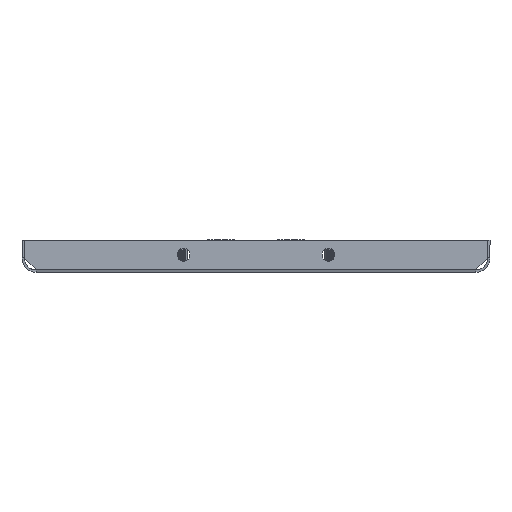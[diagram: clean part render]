
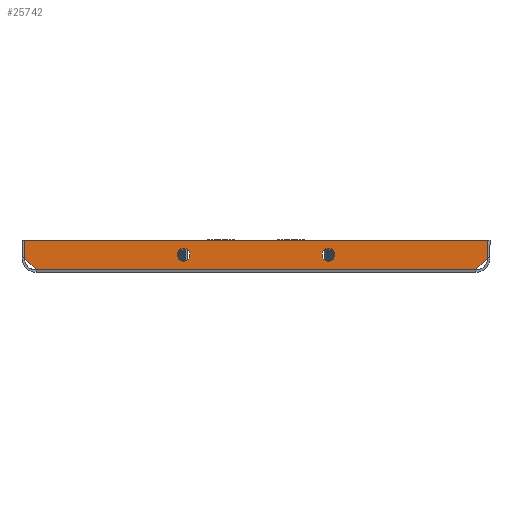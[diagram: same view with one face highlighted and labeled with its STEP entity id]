
A CAD part, front view. The second image highlights one B-rep face of the part: STEP entity #25742.
In plain terms, the highlighted planar face has unit normal (0, -1, 0).
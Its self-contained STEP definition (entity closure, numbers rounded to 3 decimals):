
#416 = AXIS2_PLACEMENT_3D ( 'NONE', #2992, #2710, #2706 ) ;
#530 = AXIS2_PLACEMENT_3D ( 'NONE', #2946, #2783, #2768 ) ;
#1268 = AXIS2_PLACEMENT_3D ( 'NONE', #2125, #2099, #2097 ) ;
#1531 = AXIS2_PLACEMENT_3D ( 'NONE', #2164, #2162, #2159 ) ;
#2097 = DIRECTION ( 'NONE',  ( -1., 0., 0. ) ) ;
#2099 = DIRECTION ( 'NONE',  ( 0., 1., 0. ) ) ;
#2125 = CARTESIAN_POINT ( 'NONE',  ( 45.5, -1077.5, 11. ) ) ;
#2159 = DIRECTION ( 'NONE',  ( -1., 0., 0. ) ) ;
#2162 = DIRECTION ( 'NONE',  ( 0., -1., 0. ) ) ;
#2164 = CARTESIAN_POINT ( 'NONE',  ( -45.5, -1077.5, 11. ) ) ;
#2706 = DIRECTION ( 'NONE',  ( -1., 0., 0. ) ) ;
#2710 = DIRECTION ( 'NONE',  ( 0., -1., 0. ) ) ;
#2768 = DIRECTION ( 'NONE',  ( -1., 0., 0. ) ) ;
#2783 = DIRECTION ( 'NONE',  ( 0., 1., 0. ) ) ;
#2858 = DIRECTION ( 'NONE',  ( -0.707, 0., -0.707 ) ) ;
#2863 = CARTESIAN_POINT ( 'NONE',  ( 5.611, -1077.5, -130.996 ) ) ;
#2872 = DIRECTION ( 'NONE',  ( 0., 0., 1. ) ) ;
#2899 = CARTESIAN_POINT ( 'NONE',  ( -145.4, -1077.5, 1.51 ) ) ;
#2941 = DIRECTION ( 'NONE',  ( 0.707, 0., -0.707 ) ) ;
#2946 = CARTESIAN_POINT ( 'NONE',  ( 45.5, -1077.5, 11. ) ) ;
#2968 = DIRECTION ( 'NONE',  ( -1., 0., 0. ) ) ;
#2982 = CARTESIAN_POINT ( 'NONE',  ( -145.5, -1077.5, 1.51 ) ) ;
#2992 = CARTESIAN_POINT ( 'NONE',  ( -45.5, -1077.5, 11. ) ) ;
#3017 = DIRECTION ( 'NONE',  ( 0., 0., 1. ) ) ;
#3019 = CARTESIAN_POINT ( 'NONE',  ( 145.4, -1077.5, 1.51 ) ) ;
#3184 = CARTESIAN_POINT ( 'NONE',  ( -151., -1077.5, 14.504 ) ) ;
#3207 = DIRECTION ( 'NONE',  ( -1., 0., 0. ) ) ;
#3217 = CARTESIAN_POINT ( 'NONE',  ( -145.5, -1077.5, 20. ) ) ;
#11556 = DIRECTION ( 'NONE',  ( -1., 0., 0. ) ) ;
#11557 = DIRECTION ( 'NONE',  ( 0., 1., 0. ) ) ;
#11558 = PLANE ( 'NONE',  #19934 ) ;
#11565 = CARTESIAN_POINT ( 'NONE',  ( -145.5, -1077.5, 20. ) ) ;
#18861 = CARTESIAN_POINT ( 'NONE',  ( 145.4, -1077.5, 8.9 ) ) ;
#18917 = CARTESIAN_POINT ( 'NONE',  ( 45.5, -1077.5, 15. ) ) ;
#18929 = CARTESIAN_POINT ( 'NONE',  ( -45.5, -1077.5, 7. ) ) ;
#18940 = CARTESIAN_POINT ( 'NONE',  ( -138.016, -1077.5, 1.51 ) ) ;
#18950 = CARTESIAN_POINT ( 'NONE',  ( 145.4, -1077.5, 20. ) ) ;
#18965 = CARTESIAN_POINT ( 'NONE',  ( 45.5, -1077.5, 7. ) ) ;
#18973 = CARTESIAN_POINT ( 'NONE',  ( 138.016, -1077.5, 1.51 ) ) ;
#18975 = CARTESIAN_POINT ( 'NONE',  ( -145.4, -1077.5, 20. ) ) ;
#18979 = CARTESIAN_POINT ( 'NONE',  ( -45.5, -1077.5, 15. ) ) ;
#18986 = CARTESIAN_POINT ( 'NONE',  ( -145.4, -1077.5, 8.9 ) ) ;
#19934 = AXIS2_PLACEMENT_3D ( 'NONE', #11565, #11557, #11556 ) ;
#21324 = VERTEX_POINT ( 'NONE', #18986 ) ;
#21331 = VERTEX_POINT ( 'NONE', #18979 ) ;
#21335 = VERTEX_POINT ( 'NONE', #18975 ) ;
#21336 = VERTEX_POINT ( 'NONE', #18973 ) ;
#21344 = VERTEX_POINT ( 'NONE', #18965 ) ;
#21359 = VERTEX_POINT ( 'NONE', #18950 ) ;
#21367 = VERTEX_POINT ( 'NONE', #18940 ) ;
#21375 = VERTEX_POINT ( 'NONE', #18929 ) ;
#21384 = VERTEX_POINT ( 'NONE', #18917 ) ;
#21427 = VERTEX_POINT ( 'NONE', #18861 ) ;
#22507 = EDGE_LOOP ( 'NONE', ( #23425, #23518, #23462, #23409, #23470, #23464 ) ) ;
#22550 = EDGE_LOOP ( 'NONE', ( #23468, #23538 ) ) ;
#22560 = EDGE_LOOP ( 'NONE', ( #23542, #23532 ) ) ;
#23409 = ORIENTED_EDGE ( 'NONE', *, *, #26388, .F. ) ;
#23425 = ORIENTED_EDGE ( 'NONE', *, *, #26387, .F. ) ;
#23462 = ORIENTED_EDGE ( 'NONE', *, *, #26385, .F. ) ;
#23464 = ORIENTED_EDGE ( 'NONE', *, *, #26381, .T. ) ;
#23468 = ORIENTED_EDGE ( 'NONE', *, *, #26390, .T. ) ;
#23470 = ORIENTED_EDGE ( 'NONE', *, *, #26384, .T. ) ;
#23518 = ORIENTED_EDGE ( 'NONE', *, *, #26386, .T. ) ;
#23532 = ORIENTED_EDGE ( 'NONE', *, *, #26391, .F. ) ;
#23538 = ORIENTED_EDGE ( 'NONE', *, *, #26335, .T. ) ;
#23542 = ORIENTED_EDGE ( 'NONE', *, *, #26327, .F. ) ;
#25514 = CIRCLE ( 'NONE', #1531, 4. ) ;
#25742 = ADVANCED_FACE ( 'NONE', ( #29536, #29292, #29253 ), #11558, .F. ) ;
#26327 = EDGE_CURVE ( 'NONE', #21331, #21375, #25514, .T. ) ;
#26335 = EDGE_CURVE ( 'NONE', #21344, #21384, #27031, .T. ) ;
#26381 = EDGE_CURVE ( 'NONE', #21359, #21335, #27500, .T. ) ;
#26384 = EDGE_CURVE ( 'NONE', #21427, #21359, #27486, .T. ) ;
#26385 = EDGE_CURVE ( 'NONE', #21336, #21367, #27446, .T. ) ;
#26386 = EDGE_CURVE ( 'NONE', #21324, #21367, #27478, .T. ) ;
#26387 = EDGE_CURVE ( 'NONE', #21324, #21335, #27470, .T. ) ;
#26388 = EDGE_CURVE ( 'NONE', #21427, #21336, #27463, .T. ) ;
#26390 = EDGE_CURVE ( 'NONE', #21384, #21344, #27405, .T. ) ;
#26391 = EDGE_CURVE ( 'NONE', #21375, #21331, #27459, .T. ) ;
#27031 = CIRCLE ( 'NONE', #1268, 4. ) ;
#27405 = CIRCLE ( 'NONE', #530, 4. ) ;
#27446 = LINE ( 'NONE', #2982, #27473 ) ;
#27459 = CIRCLE ( 'NONE', #416, 4. ) ;
#27461 = VECTOR ( 'NONE', #2872, 1000. ) ;
#27463 = LINE ( 'NONE', #2863, #27465 ) ;
#27465 = VECTOR ( 'NONE', #2858, 1000. ) ;
#27470 = LINE ( 'NONE', #2899, #27461 ) ;
#27473 = VECTOR ( 'NONE', #2968, 1000. ) ;
#27478 = LINE ( 'NONE', #3184, #27491 ) ;
#27484 = VECTOR ( 'NONE', #3017, 1000. ) ;
#27486 = LINE ( 'NONE', #3019, #27484 ) ;
#27491 = VECTOR ( 'NONE', #2941, 1000. ) ;
#27497 = VECTOR ( 'NONE', #3207, 1000. ) ;
#27500 = LINE ( 'NONE', #3217, #27497 ) ;
#29253 = FACE_BOUND ( 'NONE', #22560, .T. ) ;
#29292 = FACE_BOUND ( 'NONE', #22550, .T. ) ;
#29536 = FACE_OUTER_BOUND ( 'NONE', #22507, .T. ) ;
